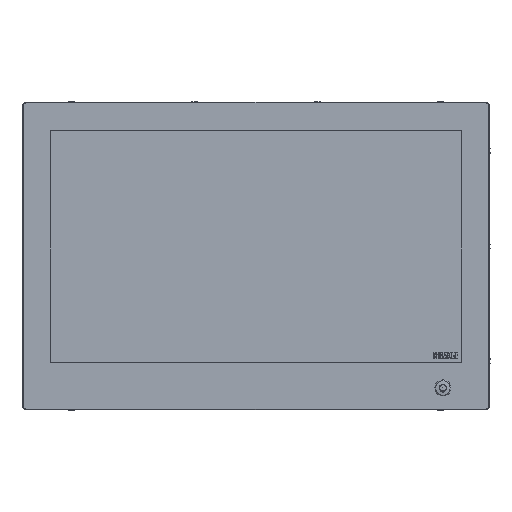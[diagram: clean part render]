
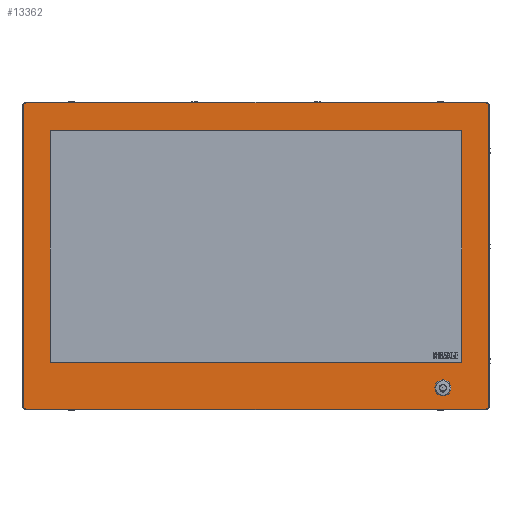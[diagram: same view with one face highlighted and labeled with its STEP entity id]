
A CAD part, front view. The second image highlights one B-rep face of the part: STEP entity #13362.
In plain terms, the highlighted planar face has unit normal (0, -1, 0).
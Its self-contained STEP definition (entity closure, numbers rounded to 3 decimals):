
#252=CIRCLE('',#13984,3.5);
#253=CIRCLE('',#13985,3.5);
#254=CIRCLE('',#13986,3.5);
#255=CIRCLE('',#13987,3.5);
#466=LINE('',#18579,#1023);
#467=LINE('',#18583,#1024);
#468=LINE('',#18587,#1025);
#469=LINE('',#18591,#1026);
#470=LINE('',#18592,#1027);
#471=LINE('',#18595,#1028);
#472=LINE('',#18597,#1029);
#473=LINE('',#18599,#1030);
#1023=VECTOR('',#14670,1000.);
#1024=VECTOR('',#14673,1000.);
#1025=VECTOR('',#14676,1000.);
#1026=VECTOR('',#14679,1000.);
#1027=VECTOR('',#14680,1000.);
#1028=VECTOR('',#14681,1000.);
#1029=VECTOR('',#14682,1000.);
#1030=VECTOR('',#14683,1000.);
#1909=ORIENTED_EDGE('',*,*,#4706,.T.);
#1910=ORIENTED_EDGE('',*,*,#4707,.T.);
#1911=ORIENTED_EDGE('',*,*,#4708,.T.);
#1912=ORIENTED_EDGE('',*,*,#4709,.T.);
#1913=ORIENTED_EDGE('',*,*,#4710,.T.);
#1914=ORIENTED_EDGE('',*,*,#4711,.T.);
#1915=ORIENTED_EDGE('',*,*,#4712,.T.);
#1916=ORIENTED_EDGE('',*,*,#4713,.T.);
#1917=ORIENTED_EDGE('',*,*,#4714,.F.);
#1918=ORIENTED_EDGE('',*,*,#4715,.F.);
#1919=ORIENTED_EDGE('',*,*,#4716,.F.);
#1920=ORIENTED_EDGE('',*,*,#4717,.F.);
#4706=EDGE_CURVE('',#6104,#6105,#252,.T.);
#4707=EDGE_CURVE('',#6105,#6106,#466,.T.);
#4708=EDGE_CURVE('',#6106,#6107,#253,.T.);
#4709=EDGE_CURVE('',#6107,#6108,#467,.T.);
#4710=EDGE_CURVE('',#6108,#6109,#254,.T.);
#4711=EDGE_CURVE('',#6109,#6110,#468,.T.);
#4712=EDGE_CURVE('',#6110,#6111,#255,.T.);
#4713=EDGE_CURVE('',#6111,#6104,#469,.T.);
#4714=EDGE_CURVE('',#6112,#6113,#470,.T.);
#4715=EDGE_CURVE('',#6114,#6112,#471,.T.);
#4716=EDGE_CURVE('',#6115,#6114,#472,.T.);
#4717=EDGE_CURVE('',#6113,#6115,#473,.T.);
#6104=VERTEX_POINT('',#18577);
#6105=VERTEX_POINT('',#18578);
#6106=VERTEX_POINT('',#18580);
#6107=VERTEX_POINT('',#18582);
#6108=VERTEX_POINT('',#18584);
#6109=VERTEX_POINT('',#18586);
#6110=VERTEX_POINT('',#18588);
#6111=VERTEX_POINT('',#18590);
#6112=VERTEX_POINT('',#18593);
#6113=VERTEX_POINT('',#18594);
#6114=VERTEX_POINT('',#18596);
#6115=VERTEX_POINT('',#18598);
#7486=EDGE_LOOP('',(#1909,#1910,#1911,#1912,#1913,#1914,#1915,#1916));
#7487=EDGE_LOOP('',(#1917,#1918,#1919,#1920));
#8182=FACE_BOUND('',#7486,.T.);
#8183=FACE_BOUND('',#7487,.T.);
#8822=PLANE('',#13983);
#13362=ADVANCED_FACE('',(#8182,#8183),#8822,.T.);
#13983=AXIS2_PLACEMENT_3D('',#18575,#14666,#14667);
#13984=AXIS2_PLACEMENT_3D('',#18576,#14668,#14669);
#13985=AXIS2_PLACEMENT_3D('',#18581,#14671,#14672);
#13986=AXIS2_PLACEMENT_3D('',#18585,#14674,#14675);
#13987=AXIS2_PLACEMENT_3D('',#18589,#14677,#14678);
#14666=DIRECTION('',(0.,-1.,0.));
#14667=DIRECTION('',(0.,0.,-1.));
#14668=DIRECTION('',(0.,-1.,0.));
#14669=DIRECTION('',(0.,0.,-1.));
#14670=DIRECTION('',(1.,0.,0.));
#14671=DIRECTION('',(0.,-1.,0.));
#14672=DIRECTION('',(0.,0.,-1.));
#14673=DIRECTION('',(0.,0.,1.));
#14674=DIRECTION('',(0.,-1.,0.));
#14675=DIRECTION('',(0.,0.,-1.));
#14676=DIRECTION('',(-1.,0.,0.));
#14677=DIRECTION('',(0.,-1.,0.));
#14678=DIRECTION('',(0.,0.,-1.));
#14679=DIRECTION('',(0.,0.,-1.));
#14680=DIRECTION('',(-1.,0.,0.));
#14681=DIRECTION('',(0.,0.,1.));
#14682=DIRECTION('',(1.,0.,0.));
#14683=DIRECTION('',(0.,0.,-1.));
#18575=CARTESIAN_POINT('',(0.,-5.5,0.));
#18576=CARTESIAN_POINT('',(-229.1,-5.5,-159.2));
#18577=CARTESIAN_POINT('',(-232.6,-5.5,-159.2));
#18578=CARTESIAN_POINT('',(-229.1,-5.5,-162.7));
#18579=CARTESIAN_POINT('',(229.1,-5.5,-162.7));
#18580=CARTESIAN_POINT('',(229.1,-5.5,-162.7));
#18581=CARTESIAN_POINT('',(229.1,-5.5,-159.2));
#18582=CARTESIAN_POINT('',(232.6,-5.5,-159.2));
#18583=CARTESIAN_POINT('',(232.6,-5.5,140.2));
#18584=CARTESIAN_POINT('',(232.6,-5.5,140.2));
#18585=CARTESIAN_POINT('',(229.1,-5.5,140.2));
#18586=CARTESIAN_POINT('',(229.1,-5.5,143.7));
#18587=CARTESIAN_POINT('',(-229.1,-5.5,143.7));
#18588=CARTESIAN_POINT('',(-229.1,-5.5,143.7));
#18589=CARTESIAN_POINT('',(-229.1,-5.5,140.2));
#18590=CARTESIAN_POINT('',(-232.6,-5.5,140.2));
#18591=CARTESIAN_POINT('',(-232.6,-5.5,-159.2));
#18592=CARTESIAN_POINT('',(205.5,-5.5,115.8));
#18593=CARTESIAN_POINT('',(205.5,-5.5,115.8));
#18594=CARTESIAN_POINT('',(-205.5,-5.5,115.8));
#18595=CARTESIAN_POINT('',(205.5,-5.5,-115.8));
#18596=CARTESIAN_POINT('',(205.5,-5.5,-115.8));
#18597=CARTESIAN_POINT('',(-205.5,-5.5,-115.8));
#18598=CARTESIAN_POINT('',(-205.5,-5.5,-115.8));
#18599=CARTESIAN_POINT('',(-205.5,-5.5,115.8));
